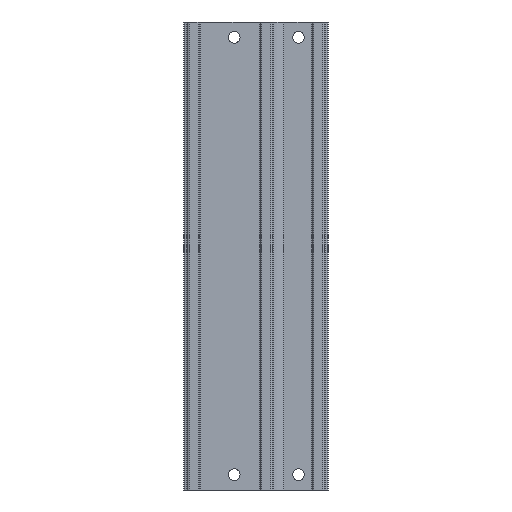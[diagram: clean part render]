
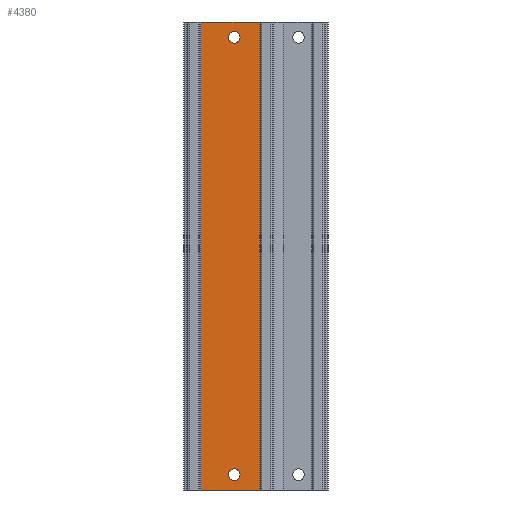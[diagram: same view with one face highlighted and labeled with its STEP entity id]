
A CAD part, front view. The second image highlights one B-rep face of the part: STEP entity #4380.
In plain terms, the highlighted planar face has unit normal (0, -1, 0).
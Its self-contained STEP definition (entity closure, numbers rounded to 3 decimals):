
#211=PLANE('',#4732);
#347=CIRCLE('',#4733,2.25);
#348=CIRCLE('',#4734,2.25);
#682=ORIENTED_EDGE('',*,*,#1816,.F.);
#683=ORIENTED_EDGE('',*,*,#1817,.F.);
#684=ORIENTED_EDGE('',*,*,#1818,.F.);
#685=ORIENTED_EDGE('',*,*,#1815,.F.);
#686=ORIENTED_EDGE('',*,*,#1819,.T.);
#687=ORIENTED_EDGE('',*,*,#1820,.T.);
#1815=EDGE_CURVE('',#2377,#2376,#2794,.T.);
#1816=EDGE_CURVE('',#2378,#2378,#347,.T.);
#1817=EDGE_CURVE('',#2379,#2379,#348,.T.);
#1818=EDGE_CURVE('',#2376,#2380,#2795,.T.);
#1819=EDGE_CURVE('',#2377,#2381,#2796,.T.);
#1820=EDGE_CURVE('',#2381,#2380,#2797,.T.);
#2376=VERTEX_POINT('',#7108);
#2377=VERTEX_POINT('',#7110);
#2378=VERTEX_POINT('',#7114);
#2379=VERTEX_POINT('',#7116);
#2380=VERTEX_POINT('',#7118);
#2381=VERTEX_POINT('',#7120);
#2794=LINE('',#7111,#3082);
#2795=LINE('',#7117,#3083);
#2796=LINE('',#7119,#3084);
#2797=LINE('',#7121,#3085);
#3082=VECTOR('',#5357,1000.);
#3083=VECTOR('',#5364,1000.);
#3084=VECTOR('',#5365,1000.);
#3085=VECTOR('',#5366,1000.);
#3373=EDGE_LOOP('',(#682));
#3374=EDGE_LOOP('',(#683));
#3375=EDGE_LOOP('',(#684,#685,#686,#687));
#3829=FACE_BOUND('',#3373,.T.);
#3830=FACE_BOUND('',#3374,.T.);
#3831=FACE_BOUND('',#3375,.T.);
#4380=ADVANCED_FACE('',(#3829,#3830,#3831),#211,.T.);
#4732=AXIS2_PLACEMENT_3D('',#7112,#5358,#5359);
#4733=AXIS2_PLACEMENT_3D('',#7113,#5360,#5361);
#4734=AXIS2_PLACEMENT_3D('',#7115,#5362,#5363);
#5357=DIRECTION('',(0.,0.,1.));
#5358=DIRECTION('',(0.,-1.,0.));
#5359=DIRECTION('',(0.,0.,-1.));
#5360=DIRECTION('',(0.,-1.,0.));
#5361=DIRECTION('',(0.,0.,-1.));
#5362=DIRECTION('',(0.,-1.,0.));
#5363=DIRECTION('',(0.,0.,-1.));
#5364=DIRECTION('',(1.,0.,0.));
#5365=DIRECTION('',(1.,0.,0.));
#5366=DIRECTION('',(0.,0.,1.));
#7108=CARTESIAN_POINT('',(-27.6,6.5,0.));
#7110=CARTESIAN_POINT('',(-27.6,6.5,-182.));
#7111=CARTESIAN_POINT('',(-27.6,6.5,-182.));
#7112=CARTESIAN_POINT('',(-27.6,6.5,-182.));
#7113=CARTESIAN_POINT('',(-14.5,6.5,-176.));
#7114=CARTESIAN_POINT('',(-14.5,6.5,-178.25));
#7115=CARTESIAN_POINT('',(-14.5,6.5,-6.));
#7116=CARTESIAN_POINT('',(-14.5,6.5,-8.25));
#7117=CARTESIAN_POINT('',(-27.6,6.5,0.));
#7118=CARTESIAN_POINT('',(-4.75,6.5,0.));
#7119=CARTESIAN_POINT('',(-27.6,6.5,-182.));
#7120=CARTESIAN_POINT('',(-4.75,6.5,-182.));
#7121=CARTESIAN_POINT('',(-4.75,6.5,-182.));
